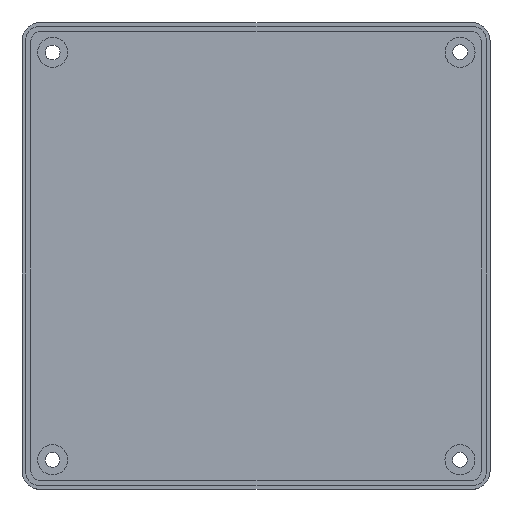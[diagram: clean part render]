
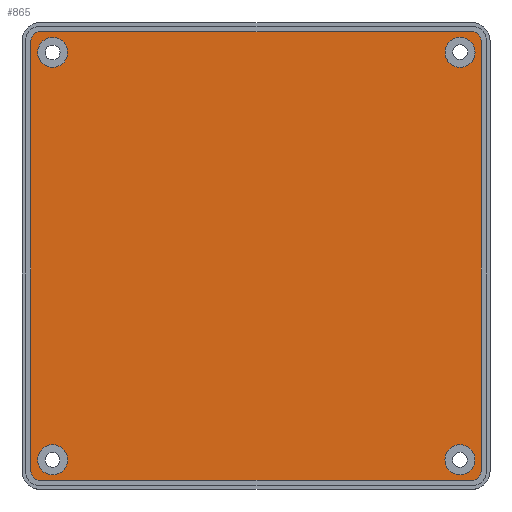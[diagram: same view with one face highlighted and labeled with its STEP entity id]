
A CAD part, top view. The second image highlights one B-rep face of the part: STEP entity #865.
In plain terms, the highlighted planar face has unit normal (0, 0, 1).
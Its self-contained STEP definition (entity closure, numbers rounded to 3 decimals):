
#25=FACE_BOUND('',#194,.T.);
#26=FACE_BOUND('',#195,.T.);
#27=FACE_BOUND('',#196,.T.);
#28=FACE_BOUND('',#197,.T.);
#59=PLANE('',#984);
#135=FACE_OUTER_BOUND('',#193,.T.);
#193=EDGE_LOOP('',(#783,#784,#785,#786,#787,#788,#789,#790));
#194=EDGE_LOOP('',(#791));
#195=EDGE_LOOP('',(#792));
#196=EDGE_LOOP('',(#793));
#197=EDGE_LOOP('',(#794));
#246=LINE('',#1437,#310);
#249=LINE('',#1445,#313);
#250=LINE('',#1448,#314);
#254=LINE('',#1457,#318);
#310=VECTOR('',#1182,10.);
#313=VECTOR('',#1191,10.);
#314=VECTOR('',#1194,10.);
#318=VECTOR('',#1204,10.);
#356=CIRCLE('',#920,3.35);
#358=CIRCLE('',#924,3.35);
#360=CIRCLE('',#928,3.35);
#362=CIRCLE('',#932,3.35);
#375=CIRCLE('',#956,2.);
#376=CIRCLE('',#959,2.);
#377=CIRCLE('',#963,2.);
#378=CIRCLE('',#966,2.);
#408=VERTEX_POINT('',#1338);
#410=VERTEX_POINT('',#1345);
#412=VERTEX_POINT('',#1352);
#414=VERTEX_POINT('',#1359);
#439=VERTEX_POINT('',#1429);
#440=VERTEX_POINT('',#1431);
#441=VERTEX_POINT('',#1435);
#442=VERTEX_POINT('',#1439);
#443=VERTEX_POINT('',#1443);
#444=VERTEX_POINT('',#1447);
#445=VERTEX_POINT('',#1451);
#446=VERTEX_POINT('',#1455);
#497=EDGE_CURVE('',#408,#408,#356,.T.);
#500=EDGE_CURVE('',#410,#410,#358,.T.);
#503=EDGE_CURVE('',#412,#412,#360,.T.);
#506=EDGE_CURVE('',#414,#414,#362,.T.);
#540=EDGE_CURVE('',#440,#439,#375,.T.);
#543=EDGE_CURVE('',#439,#441,#246,.T.);
#545=EDGE_CURVE('',#441,#442,#376,.T.);
#547=EDGE_CURVE('',#442,#443,#249,.T.);
#548=EDGE_CURVE('',#444,#440,#250,.T.);
#551=EDGE_CURVE('',#443,#445,#377,.T.);
#553=EDGE_CURVE('',#445,#446,#254,.T.);
#554=EDGE_CURVE('',#446,#444,#378,.T.);
#783=ORIENTED_EDGE('',*,*,#548,.T.);
#784=ORIENTED_EDGE('',*,*,#540,.T.);
#785=ORIENTED_EDGE('',*,*,#543,.T.);
#786=ORIENTED_EDGE('',*,*,#545,.T.);
#787=ORIENTED_EDGE('',*,*,#547,.T.);
#788=ORIENTED_EDGE('',*,*,#551,.T.);
#789=ORIENTED_EDGE('',*,*,#553,.T.);
#790=ORIENTED_EDGE('',*,*,#554,.T.);
#791=ORIENTED_EDGE('',*,*,#497,.T.);
#792=ORIENTED_EDGE('',*,*,#500,.T.);
#793=ORIENTED_EDGE('',*,*,#503,.T.);
#794=ORIENTED_EDGE('',*,*,#506,.T.);
#865=ADVANCED_FACE('',(#135,#25,#26,#27,#28),#59,.T.);
#920=AXIS2_PLACEMENT_3D('',#1340,#1080,#1081);
#924=AXIS2_PLACEMENT_3D('',#1347,#1089,#1090);
#928=AXIS2_PLACEMENT_3D('',#1354,#1098,#1099);
#932=AXIS2_PLACEMENT_3D('',#1361,#1107,#1108);
#956=AXIS2_PLACEMENT_3D('',#1432,#1176,#1177);
#959=AXIS2_PLACEMENT_3D('',#1441,#1186,#1187);
#963=AXIS2_PLACEMENT_3D('',#1453,#1199,#1200);
#966=AXIS2_PLACEMENT_3D('',#1459,#1207,#1208);
#984=AXIS2_PLACEMENT_3D('',#1509,#1259,#1260);
#1080=DIRECTION('center_axis',(0.,0.,-1.));
#1081=DIRECTION('ref_axis',(1.,0.,0.));
#1089=DIRECTION('center_axis',(0.,0.,-1.));
#1090=DIRECTION('ref_axis',(1.,0.,0.));
#1098=DIRECTION('center_axis',(0.,0.,-1.));
#1099=DIRECTION('ref_axis',(1.,0.,0.));
#1107=DIRECTION('center_axis',(0.,0.,-1.));
#1108=DIRECTION('ref_axis',(1.,0.,0.));
#1176=DIRECTION('center_axis',(0.,0.,1.));
#1177=DIRECTION('ref_axis',(1.,0.,0.));
#1182=DIRECTION('',(-1.,0.,0.));
#1186=DIRECTION('center_axis',(0.,0.,1.));
#1187=DIRECTION('ref_axis',(0.,1.,0.));
#1191=DIRECTION('',(0.,-1.,0.));
#1194=DIRECTION('',(0.,1.,0.));
#1199=DIRECTION('center_axis',(0.,0.,1.));
#1200=DIRECTION('ref_axis',(-1.,0.,0.));
#1204=DIRECTION('',(1.,0.,0.));
#1207=DIRECTION('center_axis',(0.,0.,1.));
#1208=DIRECTION('ref_axis',(0.,-1.,0.));
#1259=DIRECTION('center_axis',(0.,0.,1.));
#1260=DIRECTION('ref_axis',(1.,0.,0.));
#1338=CARTESIAN_POINT('',(0.421,-4.057,0.));
#1340=CARTESIAN_POINT('Origin',(3.771,-4.057,0.));
#1345=CARTESIAN_POINT('',(91.358,-4.059,0.));
#1347=CARTESIAN_POINT('Origin',(94.708,-4.059,0.));
#1352=CARTESIAN_POINT('',(0.405,-94.991,0.));
#1354=CARTESIAN_POINT('Origin',(3.755,-94.991,0.));
#1359=CARTESIAN_POINT('',(91.335,-94.993,0.));
#1361=CARTESIAN_POINT('Origin',(94.685,-94.993,0.));
#1429=CARTESIAN_POINT('',(97.403,0.567,0.));
#1431=CARTESIAN_POINT('',(99.403,-1.433,0.));
#1432=CARTESIAN_POINT('Origin',(97.403,-1.433,0.));
#1435=CARTESIAN_POINT('',(0.933,0.567,0.));
#1437=CARTESIAN_POINT('',(25.05,0.567,0.));
#1439=CARTESIAN_POINT('',(-1.067,-1.433,0.));
#1441=CARTESIAN_POINT('Origin',(0.933,-1.433,0.));
#1443=CARTESIAN_POINT('',(-1.067,-97.57,0.));
#1445=CARTESIAN_POINT('',(-1.067,-73.535,0.));
#1447=CARTESIAN_POINT('',(99.403,-97.57,0.));
#1448=CARTESIAN_POINT('',(99.403,-25.467,0.));
#1451=CARTESIAN_POINT('',(0.933,-99.57,0.));
#1453=CARTESIAN_POINT('Origin',(0.933,-97.57,0.));
#1455=CARTESIAN_POINT('',(97.403,-99.57,0.));
#1457=CARTESIAN_POINT('',(73.285,-99.57,0.));
#1459=CARTESIAN_POINT('Origin',(97.403,-97.57,0.));
#1509=CARTESIAN_POINT('Origin',(49.168,-49.501,0.));
